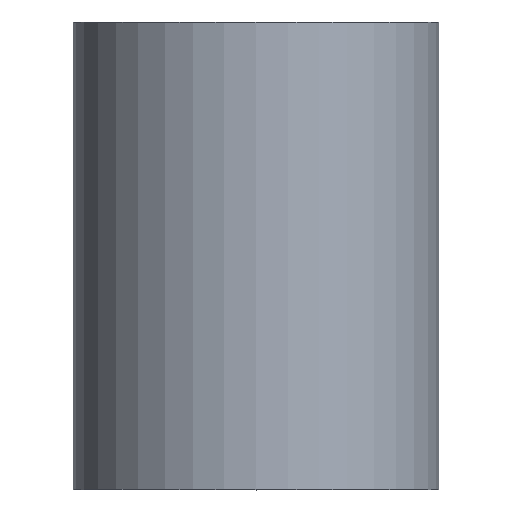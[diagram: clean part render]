
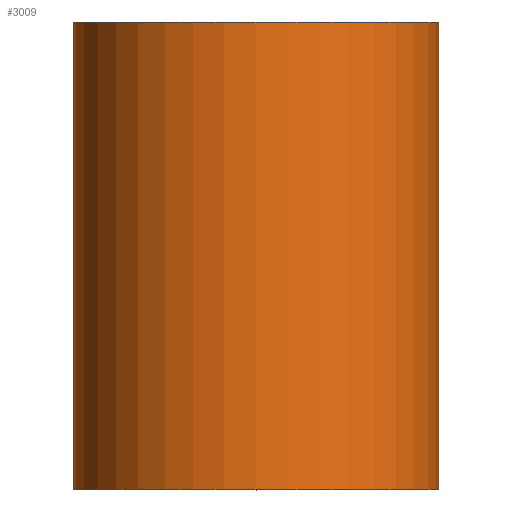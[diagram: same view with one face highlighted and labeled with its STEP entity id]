
A CAD part, top view. The second image highlights one B-rep face of the part: STEP entity #3009.
In plain terms, the highlighted cylindrical face has radius 10.1 mm (diameter 20.2 mm), a full revolution.
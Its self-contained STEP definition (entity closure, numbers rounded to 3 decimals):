
#48=CYLINDRICAL_SURFACE('',#3243,10.1);
#452=CIRCLE('',#3242,10.1);
#453=CIRCLE('',#3244,10.1);
#1138=ORIENTED_EDGE('',*,*,#1488,.T.);
#1139=ORIENTED_EDGE('',*,*,#1487,.F.);
#1487=EDGE_CURVE('',#1712,#1712,#452,.T.);
#1488=EDGE_CURVE('',#1713,#1713,#453,.T.);
#1712=VERTEX_POINT('',#4901);
#1713=VERTEX_POINT('',#4904);
#1958=EDGE_LOOP('',(#1138));
#1959=EDGE_LOOP('',(#1139));
#2088=FACE_BOUND('',#1958,.T.);
#2089=FACE_BOUND('',#1959,.T.);
#3009=ADVANCED_FACE('',(#2088,#2089),#48,.T.);
#3242=AXIS2_PLACEMENT_3D('',#4900,#3807,#3808);
#3243=AXIS2_PLACEMENT_3D('',#4902,#3809,#3810);
#3244=AXIS2_PLACEMENT_3D('',#4903,#3811,#3812);
#3807=DIRECTION('',(0.,-1.,0.));
#3808=DIRECTION('',(0.,0.,-1.));
#3809=DIRECTION('',(0.,-1.,0.));
#3810=DIRECTION('',(0.,0.,-1.));
#3811=DIRECTION('',(0.,-1.,0.));
#3812=DIRECTION('',(0.,0.,-1.));
#4900=CARTESIAN_POINT('',(0.,-2.,0.));
#4901=CARTESIAN_POINT('',(0.,-2.,-10.1));
#4902=CARTESIAN_POINT('',(0.,-2.,0.));
#4903=CARTESIAN_POINT('',(0.,23.8,0.));
#4904=CARTESIAN_POINT('',(0.,23.8,-10.1));
